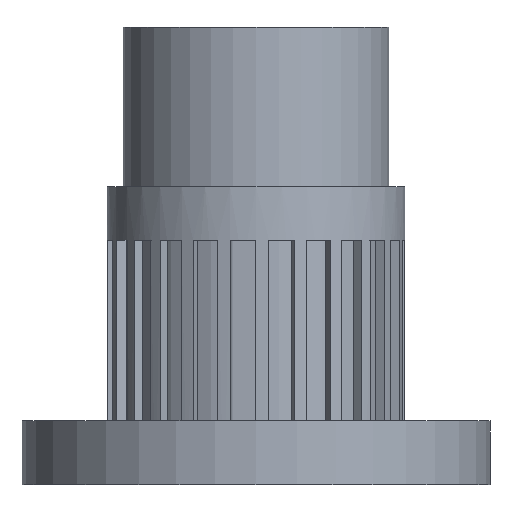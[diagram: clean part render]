
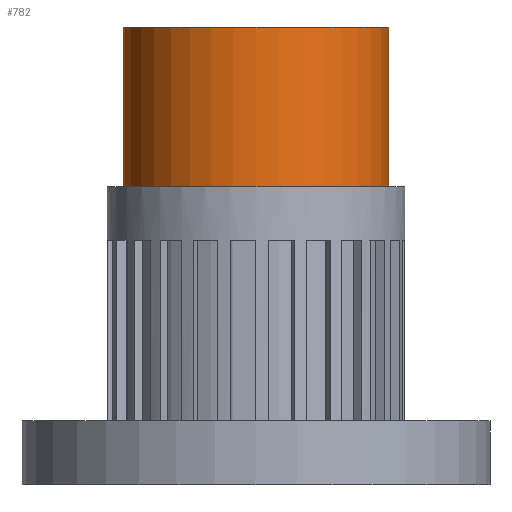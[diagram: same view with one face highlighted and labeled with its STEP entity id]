
A CAD part, front view. The second image highlights one B-rep face of the part: STEP entity #782.
In plain terms, the highlighted cylindrical face has radius 12.5 mm (diameter 25 mm), a full revolution.
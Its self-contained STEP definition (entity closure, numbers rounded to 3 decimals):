
#782=ADVANCED_FACE('',(#1457,#1459),#1461,.T.);
#1457=FACE_OUTER_BOUND('',#1458,.T.);
#1458=EDGE_LOOP('',(#2094));
#1459=FACE_OUTER_BOUND('',#1460,.T.);
#1460=EDGE_LOOP('',(#2095));
#1461=CYLINDRICAL_SURFACE('',#1462,12.5);
#1462=AXIS2_PLACEMENT_3D('',#1463,#1464,#1465);
#1463=CARTESIAN_POINT('',(0.,0.,25.));
#1464=DIRECTION('',(0.,0.,1.));
#1465=DIRECTION('',(1.,0.,0.));
#2094=ORIENTED_EDGE('',*,*,#2405,.F.);
#2095=ORIENTED_EDGE('',*,*,#2400,.T.);
#2400=EDGE_CURVE('',#2902,#2902,#2903,.T.);
#2405=EDGE_CURVE('',#2912,#2912,#2913,.T.);
#2902=VERTEX_POINT('',#4105);
#2903=CIRCLE('',#4106,12.5);
#2912=VERTEX_POINT('',#4130);
#2913=CIRCLE('',#4131,12.5);
#4105=CARTESIAN_POINT('',(12.5,0.,25.));
#4106=AXIS2_PLACEMENT_3D('',#4107,#4108,#4109);
#4107=CARTESIAN_POINT('',(0.,0.,25.));
#4108=DIRECTION('',(0.,0.,1.));
#4109=DIRECTION('',(1.,0.,0.));
#4130=CARTESIAN_POINT('',(12.5,0.,40.));
#4131=AXIS2_PLACEMENT_3D('',#4132,#4133,#4134);
#4132=CARTESIAN_POINT('',(0.,0.,40.));
#4133=DIRECTION('',(0.,0.,1.));
#4134=DIRECTION('',(1.,0.,0.));
